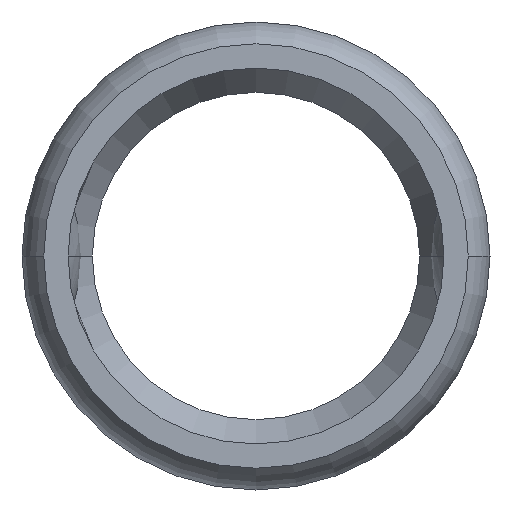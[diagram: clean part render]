
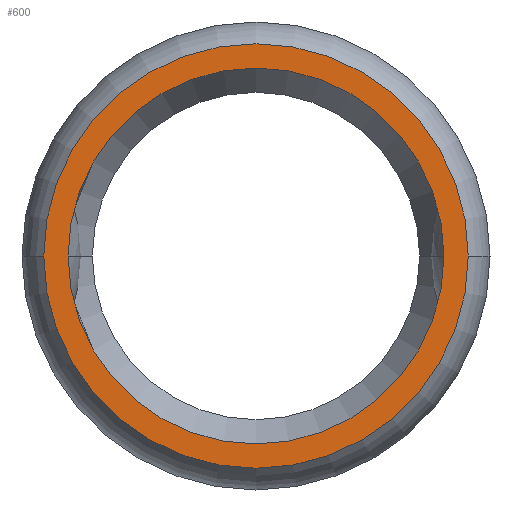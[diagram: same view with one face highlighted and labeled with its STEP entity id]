
A CAD part, left-side view. The second image highlights one B-rep face of the part: STEP entity #600.
In plain terms, the highlighted planar face has unit normal (-1, 0, 0).
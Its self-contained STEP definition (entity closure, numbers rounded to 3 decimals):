
#17=CARTESIAN_POINT('',(0.,0.,0.));
#18=DIRECTION('',(-1.,0.,0.));
#19=DIRECTION('',(0.,1.,0.));
#20=AXIS2_PLACEMENT_3D('',#17,#18,#19);
#26=CARTESIAN_POINT('',(0.,0.,0.));
#27=DIRECTION('',(1.,0.,0.));
#28=DIRECTION('',(0.,1.,0.));
#29=AXIS2_PLACEMENT_3D('',#26,#27,#28);
#75=CARTESIAN_POINT('',(0.,0.,0.));
#76=DIRECTION('',(1.,0.,0.));
#77=DIRECTION('',(0.,1.,0.));
#78=AXIS2_PLACEMENT_3D('',#75,#76,#77);
#125=CARTESIAN_POINT('',(0.,0.,0.));
#126=DIRECTION('',(-1.,0.,0.));
#127=DIRECTION('',(0.,1.,0.));
#128=AXIS2_PLACEMENT_3D('',#125,#126,#127);
#543=CARTESIAN_POINT('',(0.,0.83,0.));
#544=VERTEX_POINT('',#543);
#561=CARTESIAN_POINT('',(0.,-0.83,0.));
#562=VERTEX_POINT('',#561);
#563=CARTESIAN_POINT('',(0.,0.735,0.));
#564=CARTESIAN_POINT('',(0.,-0.735,0.));
#565=VERTEX_POINT('',#563);
#566=VERTEX_POINT('',#564);
#583=CARTESIAN_POINT('',(0.,0.,0.));
#584=DIRECTION('',(1.,0.,0.));
#585=DIRECTION('',(0.,-1.,0.));
#586=AXIS2_PLACEMENT_3D('',#583,#584,#585);
#587=PLANE('',#586);
#589=ORIENTED_EDGE('',*,*,#588,.F.);
#591=ORIENTED_EDGE('',*,*,#590,.T.);
#592=EDGE_LOOP('',(#589,#591));
#593=FACE_OUTER_BOUND('',#592,.F.);
#595=ORIENTED_EDGE('',*,*,#594,.F.);
#597=ORIENTED_EDGE('',*,*,#596,.T.);
#598=EDGE_LOOP('',(#595,#597));
#599=FACE_BOUND('',#598,.F.);
#600=ADVANCED_FACE('',(#593,#599),#587,.F.);
#21=CIRCLE('',#20,0.83);
#30=CIRCLE('',#29,0.83);
#79=CIRCLE('',#78,0.735);
#129=CIRCLE('',#128,0.735);
#588=EDGE_CURVE('',#544,#562,#21,.T.);
#590=EDGE_CURVE('',#544,#562,#30,.T.);
#594=EDGE_CURVE('',#565,#566,#79,.T.);
#596=EDGE_CURVE('',#565,#566,#129,.T.);
